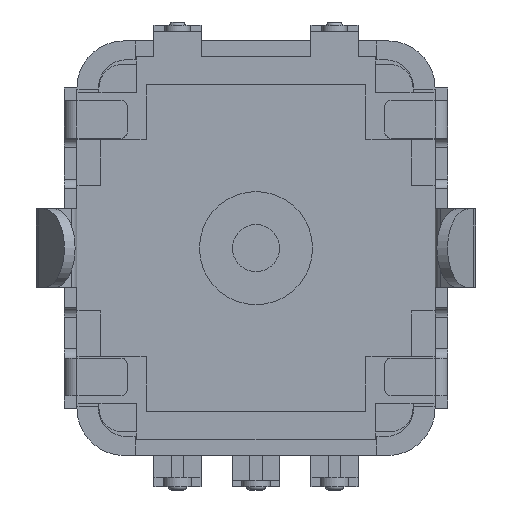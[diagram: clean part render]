
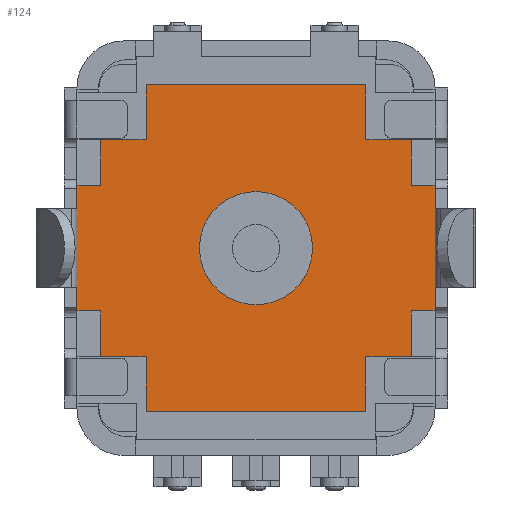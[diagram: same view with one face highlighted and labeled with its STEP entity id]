
A CAD part, front view. The second image highlights one B-rep face of the part: STEP entity #124.
In plain terms, the highlighted planar face has unit normal (0, -1, 0).
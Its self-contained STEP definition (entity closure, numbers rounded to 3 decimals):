
#124=ADVANCED_FACE('',(#651,#652),#653,.T.);
#651=FACE_OUTER_BOUND('',#1704,.T.);
#652=FACE_BOUND('',#1705,.T.);
#653=PLANE('',#1706);
#1704=EDGE_LOOP('',(#3574,#3575,#3576,#3577,#3578,#3579,#3580,#3581,#3582,#3583,#3584,#3585,#3586,#3587,#3588,#3589,#3590,#3591,#3592,#3593,#3594,#3595,#3596,#3597));
#1705=EDGE_LOOP('',(#3598,#3599));
#1706=AXIS2_PLACEMENT_3D('',#3600,#3601,#3602);
#3574=ORIENTED_EDGE('',*,*,#6940,.T.);
#3575=ORIENTED_EDGE('',*,*,#6941,.T.);
#3576=ORIENTED_EDGE('',*,*,#6942,.T.);
#3577=ORIENTED_EDGE('',*,*,#6943,.T.);
#3578=ORIENTED_EDGE('',*,*,#6944,.T.);
#3579=ORIENTED_EDGE('',*,*,#6945,.T.);
#3580=ORIENTED_EDGE('',*,*,#6946,.T.);
#3581=ORIENTED_EDGE('',*,*,#6947,.T.);
#3582=ORIENTED_EDGE('',*,*,#6948,.T.);
#3583=ORIENTED_EDGE('',*,*,#6949,.T.);
#3584=ORIENTED_EDGE('',*,*,#6950,.T.);
#3585=ORIENTED_EDGE('',*,*,#6939,.F.);
#3586=ORIENTED_EDGE('',*,*,#6951,.T.);
#3587=ORIENTED_EDGE('',*,*,#6952,.T.);
#3588=ORIENTED_EDGE('',*,*,#6953,.T.);
#3589=ORIENTED_EDGE('',*,*,#6954,.T.);
#3590=ORIENTED_EDGE('',*,*,#6955,.T.);
#3591=ORIENTED_EDGE('',*,*,#6956,.T.);
#3592=ORIENTED_EDGE('',*,*,#6957,.T.);
#3593=ORIENTED_EDGE('',*,*,#6958,.T.);
#3594=ORIENTED_EDGE('',*,*,#6959,.T.);
#3595=ORIENTED_EDGE('',*,*,#6960,.T.);
#3596=ORIENTED_EDGE('',*,*,#6961,.T.);
#3597=ORIENTED_EDGE('',*,*,#6962,.T.);
#3598=ORIENTED_EDGE('',*,*,#6963,.T.);
#3599=ORIENTED_EDGE('',*,*,#6964,.T.);
#3600=CARTESIAN_POINT('',(0.0,-5.1,0.0));
#3601=DIRECTION('',(0.0,-1.0,0.0));
#3602=DIRECTION('',(0.0,0.0,-1.0));
#6939=EDGE_CURVE('',#8428,#8403,#8443,.T.);
#6940=EDGE_CURVE('',#8444,#8445,#8446,.T.);
#6941=EDGE_CURVE('',#8445,#8447,#8448,.T.);
#6942=EDGE_CURVE('',#8447,#8449,#8450,.T.);
#6943=EDGE_CURVE('',#8449,#8451,#8452,.T.);
#6944=EDGE_CURVE('',#8451,#8453,#8454,.T.);
#6945=EDGE_CURVE('',#8453,#8455,#8456,.T.);
#6946=EDGE_CURVE('',#8455,#8457,#8458,.T.);
#6947=EDGE_CURVE('',#8457,#8459,#8460,.T.);
#6948=EDGE_CURVE('',#8459,#8461,#8462,.T.);
#6949=EDGE_CURVE('',#8461,#8463,#8464,.T.);
#6950=EDGE_CURVE('',#8463,#8403,#8465,.T.);
#6951=EDGE_CURVE('',#8428,#8466,#8467,.T.);
#6952=EDGE_CURVE('',#8466,#8468,#8469,.T.);
#6953=EDGE_CURVE('',#8468,#8470,#8471,.T.);
#6954=EDGE_CURVE('',#8470,#8472,#8473,.T.);
#6955=EDGE_CURVE('',#8472,#8474,#8475,.T.);
#6956=EDGE_CURVE('',#8474,#8476,#8477,.T.);
#6957=EDGE_CURVE('',#8476,#8478,#8479,.T.);
#6958=EDGE_CURVE('',#8478,#8480,#8481,.T.);
#6959=EDGE_CURVE('',#8480,#8482,#8483,.T.);
#6960=EDGE_CURVE('',#8482,#8484,#8485,.T.);
#6961=EDGE_CURVE('',#8484,#8486,#8487,.T.);
#6962=EDGE_CURVE('',#8486,#8444,#8488,.T.);
#6963=EDGE_CURVE('',#8489,#8490,#8491,.T.);
#6964=EDGE_CURVE('',#8490,#8489,#8492,.T.);
#8403=VERTEX_POINT('',#11377);
#8428=VERTEX_POINT('',#11412);
#8443=LINE('',#11436,#11437);
#8444=VERTEX_POINT('',#11438);
#8445=VERTEX_POINT('',#11439);
#8446=LINE('',#11440,#11441);
#8447=VERTEX_POINT('',#11442);
#8448=LINE('',#11443,#11444);
#8449=VERTEX_POINT('',#11445);
#8450=LINE('',#11446,#11447);
#8451=VERTEX_POINT('',#11448);
#8452=LINE('',#11449,#11450);
#8453=VERTEX_POINT('',#11451);
#8454=LINE('',#11452,#11453);
#8455=VERTEX_POINT('',#11454);
#8456=LINE('',#11455,#11456);
#8457=VERTEX_POINT('',#11457);
#8458=LINE('',#11458,#11459);
#8459=VERTEX_POINT('',#11460);
#8460=LINE('',#11461,#11462);
#8461=VERTEX_POINT('',#11463);
#8462=LINE('',#11464,#11465);
#8463=VERTEX_POINT('',#11466);
#8464=LINE('',#11467,#11468);
#8465=LINE('',#11469,#11470);
#8466=VERTEX_POINT('',#11471);
#8467=LINE('',#11472,#11473);
#8468=VERTEX_POINT('',#11474);
#8469=LINE('',#11475,#11476);
#8470=VERTEX_POINT('',#11477);
#8471=LINE('',#11478,#11479);
#8472=VERTEX_POINT('',#11480);
#8473=LINE('',#11481,#11482);
#8474=VERTEX_POINT('',#11483);
#8475=LINE('',#11484,#11485);
#8476=VERTEX_POINT('',#11486);
#8477=LINE('',#11487,#11488);
#8478=VERTEX_POINT('',#11489);
#8479=LINE('',#11490,#11491);
#8480=VERTEX_POINT('',#11492);
#8481=LINE('',#11493,#11494);
#8482=VERTEX_POINT('',#11495);
#8483=LINE('',#11496,#11497);
#8484=VERTEX_POINT('',#11498);
#8485=LINE('',#11499,#11500);
#8486=VERTEX_POINT('',#11501);
#8487=LINE('',#11502,#11503);
#8488=LINE('',#11504,#11505);
#8489=VERTEX_POINT('',#11506);
#8490=VERTEX_POINT('',#11507);
#8491=CIRCLE('',#11508,1.8);
#8492=CIRCLE('',#11509,1.8);
#11377=CARTESIAN_POINT('',(-5.7,-5.1,1.25));
#11412=CARTESIAN_POINT('',(-5.7,-5.1,-1.25));
#11436=CARTESIAN_POINT('',(-5.7,-5.1,-1.25));
#11437=VECTOR('',#14917,2.5);
#11438=CARTESIAN_POINT('',(5.7,-5.1,1.25));
#11439=CARTESIAN_POINT('',(5.7,-5.1,2.0));
#11440=CARTESIAN_POINT('',(5.7,-5.1,1.25));
#11441=VECTOR('',#14918,0.75);
#11442=CARTESIAN_POINT('',(4.95,-5.1,2.0));
#11443=CARTESIAN_POINT('',(5.7,-5.1,2.0));
#11444=VECTOR('',#14919,0.75);
#11445=CARTESIAN_POINT('',(4.95,-5.1,3.45));
#11446=CARTESIAN_POINT('',(4.95,-5.1,2.0));
#11447=VECTOR('',#14920,1.45);
#11448=CARTESIAN_POINT('',(3.5,-5.1,3.45));
#11449=CARTESIAN_POINT('',(4.95,-5.1,3.45));
#11450=VECTOR('',#14921,1.45);
#11451=CARTESIAN_POINT('',(3.5,-5.1,5.2));
#11452=CARTESIAN_POINT('',(3.5,-5.1,3.45));
#11453=VECTOR('',#14922,1.75);
#11454=CARTESIAN_POINT('',(-3.5,-5.1,5.2));
#11455=CARTESIAN_POINT('',(3.5,-5.1,5.2));
#11456=VECTOR('',#14923,7.0);
#11457=CARTESIAN_POINT('',(-3.5,-5.1,3.45));
#11458=CARTESIAN_POINT('',(-3.5,-5.1,5.2));
#11459=VECTOR('',#14924,1.75);
#11460=CARTESIAN_POINT('',(-4.95,-5.1,3.45));
#11461=CARTESIAN_POINT('',(-3.5,-5.1,3.45));
#11462=VECTOR('',#14925,1.45);
#11463=CARTESIAN_POINT('',(-4.95,-5.1,2.0));
#11464=CARTESIAN_POINT('',(-4.95,-5.1,3.45));
#11465=VECTOR('',#14926,1.45);
#11466=CARTESIAN_POINT('',(-5.7,-5.1,2.0));
#11467=CARTESIAN_POINT('',(-4.95,-5.1,2.0));
#11468=VECTOR('',#14927,0.75);
#11469=CARTESIAN_POINT('',(-5.7,-5.1,2.0));
#11470=VECTOR('',#14928,0.75);
#11471=CARTESIAN_POINT('',(-5.7,-5.1,-2.0));
#11472=CARTESIAN_POINT('',(-5.7,-5.1,-1.25));
#11473=VECTOR('',#14929,0.75);
#11474=CARTESIAN_POINT('',(-4.95,-5.1,-2.0));
#11475=CARTESIAN_POINT('',(-5.7,-5.1,-2.0));
#11476=VECTOR('',#14930,0.75);
#11477=CARTESIAN_POINT('',(-4.95,-5.1,-3.45));
#11478=CARTESIAN_POINT('',(-4.95,-5.1,-2.0));
#11479=VECTOR('',#14931,1.45);
#11480=CARTESIAN_POINT('',(-3.5,-5.1,-3.45));
#11481=CARTESIAN_POINT('',(-4.95,-5.1,-3.45));
#11482=VECTOR('',#14932,1.45);
#11483=CARTESIAN_POINT('',(-3.5,-5.1,-5.2));
#11484=CARTESIAN_POINT('',(-3.5,-5.1,-3.45));
#11485=VECTOR('',#14933,1.75);
#11486=CARTESIAN_POINT('',(3.5,-5.1,-5.2));
#11487=CARTESIAN_POINT('',(-3.5,-5.1,-5.2));
#11488=VECTOR('',#14934,7.0);
#11489=CARTESIAN_POINT('',(3.5,-5.1,-3.45));
#11490=CARTESIAN_POINT('',(3.5,-5.1,-5.2));
#11491=VECTOR('',#14935,1.75);
#11492=CARTESIAN_POINT('',(4.95,-5.1,-3.45));
#11493=CARTESIAN_POINT('',(3.5,-5.1,-3.45));
#11494=VECTOR('',#14936,1.45);
#11495=CARTESIAN_POINT('',(4.95,-5.1,-2.0));
#11496=CARTESIAN_POINT('',(4.95,-5.1,-3.45));
#11497=VECTOR('',#14937,1.45);
#11498=CARTESIAN_POINT('',(5.7,-5.1,-2.0));
#11499=CARTESIAN_POINT('',(4.95,-5.1,-2.0));
#11500=VECTOR('',#14938,0.75);
#11501=CARTESIAN_POINT('',(5.7,-5.1,-1.25));
#11502=CARTESIAN_POINT('',(5.7,-5.1,-2.0));
#11503=VECTOR('',#14939,0.75);
#11504=CARTESIAN_POINT('',(5.7,-5.1,-1.25));
#11505=VECTOR('',#14940,2.5);
#11506=CARTESIAN_POINT('',(-1.8,-5.1,0.0));
#11507=CARTESIAN_POINT('',(1.8,-5.1,0.0));
#11508=AXIS2_PLACEMENT_3D('',#14941,#14942,#14943);
#11509=AXIS2_PLACEMENT_3D('',#14944,#14945,#14946);
#14917=DIRECTION('',(0.0,0.0,1.0));
#14918=DIRECTION('',(0.0,0.0,1.0));
#14919=DIRECTION('',(-1.0,0.0,0.0));
#14920=DIRECTION('',(0.0,0.0,1.0));
#14921=DIRECTION('',(-1.0,0.0,0.0));
#14922=DIRECTION('',(0.0,0.0,1.0));
#14923=DIRECTION('',(-1.0,0.0,0.0));
#14924=DIRECTION('',(0.0,0.0,-1.0));
#14925=DIRECTION('',(-1.0,0.0,0.0));
#14926=DIRECTION('',(0.0,0.0,-1.0));
#14927=DIRECTION('',(-1.0,0.0,0.0));
#14928=DIRECTION('',(0.0,0.0,-1.0));
#14929=DIRECTION('',(0.0,0.0,-1.0));
#14930=DIRECTION('',(1.0,0.0,0.0));
#14931=DIRECTION('',(0.0,0.0,-1.0));
#14932=DIRECTION('',(1.0,0.0,0.0));
#14933=DIRECTION('',(0.0,0.0,-1.0));
#14934=DIRECTION('',(1.0,0.0,0.0));
#14935=DIRECTION('',(0.0,0.0,1.0));
#14936=DIRECTION('',(1.0,0.0,0.0));
#14937=DIRECTION('',(0.0,0.0,1.0));
#14938=DIRECTION('',(1.0,0.0,0.0));
#14939=DIRECTION('',(0.0,0.0,1.0));
#14940=DIRECTION('',(0.0,0.0,1.0));
#14941=CARTESIAN_POINT('',(0.0,-5.1,0.0));
#14942=DIRECTION('',(0.0,1.0,0.0));
#14943=DIRECTION('',(-1.0,0.0,0.0));
#14944=CARTESIAN_POINT('',(0.0,-5.1,0.0));
#14945=DIRECTION('',(-0.0,1.0,0.0));
#14946=DIRECTION('',(1.0,0.0,0.0));
